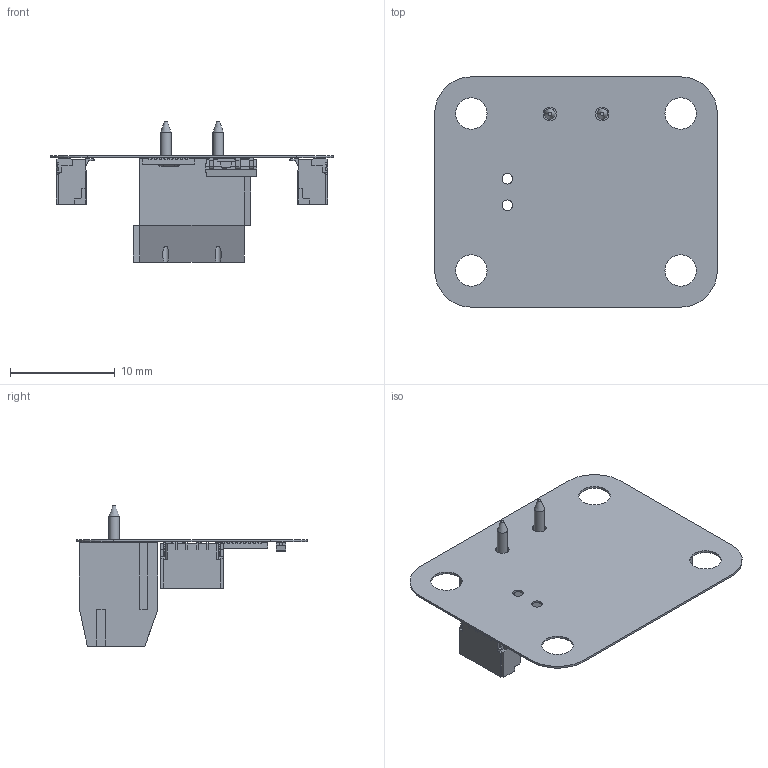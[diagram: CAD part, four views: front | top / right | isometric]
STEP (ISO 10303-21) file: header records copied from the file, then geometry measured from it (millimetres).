
FILE_DESCRIPTION(('Open CASCADE Model'),'2;1');
FILE_NAME('Open CASCADE Shape Model','2025-04-15T10:34:24',('Author'),( 'Open CASCADE'),'Open CASCADE STEP processor 7.5','Open CASCADE 7.5' ,'Unknown');
FILE_SCHEMA(('AUTOMOTIVE_DESIGN { 1 0 10303 214 1 1 1 1 }'));
Length unit declared in the file: millimetre
Products named in the file (40): PCB; Board; Open CASCADE STEP translator 7.5 1.1.1; U2; IC_Allegro_MicroSystems_LLC_ACS713ELCTR-30A-T_eec; Body; Leadds; Pin 1; Allegro; J11; 691102710002; 691502710002; 6911027100xx_CAGE; 6911027100xx_PIN; 6911027100xx_VIS; U; DUELink-U-Connector-BM04B-SRSS-TB; D; DUELink-Connector-BM04B-SRSS-TB; STAT; 0603 LED Green; Solid1; Solid4; R4; User Library-R SMD 0402; User Library-R SMD 0402_0402 BODY; User Library-R SMD 0402_0402 PAD; User Library-R SMD 0402_0402 OPIS; C2; 0805 SMD Capacitor; C1; C0402; Free-Models; STM32-QFN32
Assembly tree (43 placements, depth 4):
  PCB
    Board
      Open CASCADE STEP translator 7.5 1.1.1
    U2
      IC_Allegro_MicroSystems_LLC_ACS713ELCTR-30A-T_eec
        Body
        Leadds
        Pin 1
        Allegro
    J11
      691102710002
        691502710002
        6911027100xx_CAGE  x2
        6911027100xx_PIN  x2
        6911027100xx_VIS  x2
    U
      DUELink-U-Connector-BM04B-SRSS-TB
    D
      DUELink-Connector-BM04B-SRSS-TB
    STAT
      0603 LED Green
        Solid1
        Solid4
        Solid1
        Solid1
        Solid4
        Solid1
        Solid1
        Solid1
    R4
      User Library-R SMD 0402
        User Library-R SMD 0402_0402 BODY
        User Library-R SMD 0402_0402 PAD  x2
        User Library-R SMD 0402_0402 OPIS
    C2
      0805 SMD Capacitor
    C1
      C0402
    Free-Models
      STM32-QFN32
Bounding box: 27 x 22 x 13.4 mm (x, y, z)
Volume: 761.5 mm3; surface area: 3113.5 mm2
Topology: 148 solids, 148 shells, 2143 faces, 6657 edges, 6258 vertices
Faces by surface type: plane 1538, cylinder 324, bspline 232, sphere 26, cone 8, revolution 8, torus 7
Full cylindrical faces by diameter (mm): 0.5 x1, 0.6 x2, 1 x2, 1.016 x2, 1.3 x2, 2 x2, 2.5 x2, 2.75 x2, 3 x6, 3.5 x4
Entity records: 87119 total; most frequent: CARTESIAN_POINT 20976, DIRECTION 10492, ORIENTED_EDGE 10034, LINE 5258, VECTOR 5258, EDGE_CURVE 5017, VERTEX_POINT 3270, AXIS2_PLACEMENT_3D 2613
